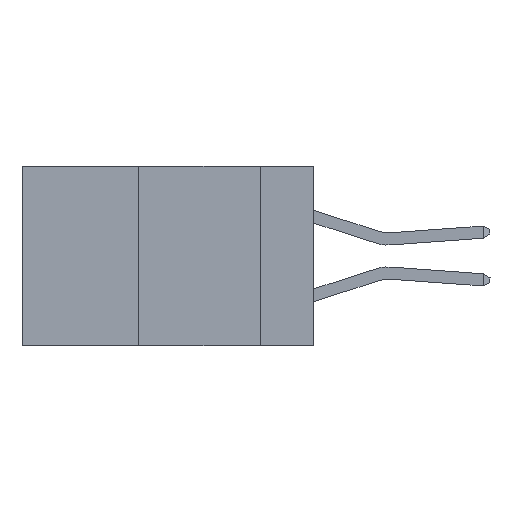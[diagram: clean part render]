
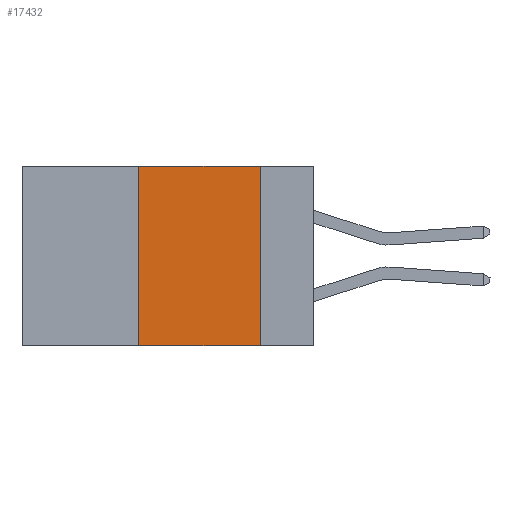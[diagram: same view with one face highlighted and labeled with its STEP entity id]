
A CAD part, left-side view. The second image highlights one B-rep face of the part: STEP entity #17432.
In plain terms, the highlighted planar face has unit normal (-1, 0, 0).
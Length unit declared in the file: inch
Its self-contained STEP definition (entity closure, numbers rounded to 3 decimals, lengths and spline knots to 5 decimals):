
#1054 = VERTEX_POINT ( 'NONE', #11853 ) ;
#1147 = VECTOR ( 'NONE', #8535, 39.37008 ) ;
#2015 = EDGE_LOOP ( 'NONE', ( #7863, #9159, #18874, #2071 ) ) ;
#2071 = ORIENTED_EDGE ( 'NONE', *, *, #7098, .T. ) ;
#2822 = VERTEX_POINT ( 'NONE', #6615 ) ;
#2860 = LINE ( 'NONE', #3872, #8859 ) ;
#3290 = CARTESIAN_POINT ( 'NONE',  ( 0., 0.36, 0. ) ) ;
#3872 = CARTESIAN_POINT ( 'NONE',  ( 0., 0.6, -0.37 ) ) ;
#4149 = AXIS2_PLACEMENT_3D ( 'NONE', #18637, #13655, #9359 ) ;
#5599 = LINE ( 'NONE', #16523, #8968 ) ;
#6615 = CARTESIAN_POINT ( 'NONE',  ( 0., 0.36, 0. ) ) ;
#6690 = CARTESIAN_POINT ( 'NONE',  ( 0., 0.11, 0. ) ) ;
#7098 = EDGE_CURVE ( 'NONE', #1054, #18153, #2860, .T. ) ;
#7590 = CARTESIAN_POINT ( 'NONE',  ( 0., 0.11, -0.37 ) ) ;
#7863 = ORIENTED_EDGE ( 'NONE', *, *, #13007, .F. ) ;
#7864 = DIRECTION ( 'NONE',  ( 0., 0., 1. ) ) ;
#8535 = DIRECTION ( 'NONE',  ( 0., 0., -1. ) ) ;
#8859 = VECTOR ( 'NONE', #14759, 39.37008 ) ;
#8968 = VECTOR ( 'NONE', #13661, 39.37008 ) ;
#9159 = ORIENTED_EDGE ( 'NONE', *, *, #16839, .F. ) ;
#9351 = LINE ( 'NONE', #6690, #1147 ) ;
#9359 = DIRECTION ( 'NONE',  ( 0., 0., -1. ) ) ;
#9536 = CARTESIAN_POINT ( 'NONE',  ( 0., 0.11, 0. ) ) ;
#9798 = VERTEX_POINT ( 'NONE', #9536 ) ;
#10226 = LINE ( 'NONE', #3290, #10473 ) ;
#10473 = VECTOR ( 'NONE', #7864, 39.37008 ) ;
#11853 = CARTESIAN_POINT ( 'NONE',  ( 0., 0.36, -0.37 ) ) ;
#13007 = EDGE_CURVE ( 'NONE', #9798, #18153, #9351, .T. ) ;
#13655 = DIRECTION ( 'NONE',  ( 1., 0., 0. ) ) ;
#13661 = DIRECTION ( 'NONE',  ( 0., -1., 0. ) ) ;
#14759 = DIRECTION ( 'NONE',  ( 0., -1., 0. ) ) ;
#16523 = CARTESIAN_POINT ( 'NONE',  ( 0., 0.6, 0. ) ) ;
#16839 = EDGE_CURVE ( 'NONE', #2822, #9798, #5599, .T. ) ;
#16863 = PLANE ( 'NONE',  #4149 ) ;
#17432 = ADVANCED_FACE ( 'NONE', ( #17661 ), #16863, .F. ) ;
#17661 = FACE_OUTER_BOUND ( 'NONE', #2015, .T. ) ;
#18153 = VERTEX_POINT ( 'NONE', #7590 ) ;
#18637 = CARTESIAN_POINT ( 'NONE',  ( 0., 0.6, 0. ) ) ;
#18874 = ORIENTED_EDGE ( 'NONE', *, *, #19618, .F. ) ;
#19618 = EDGE_CURVE ( 'NONE', #1054, #2822, #10226, .T. ) ;
